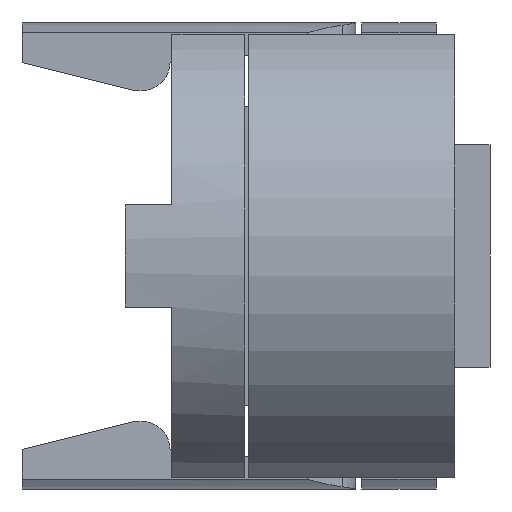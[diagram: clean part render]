
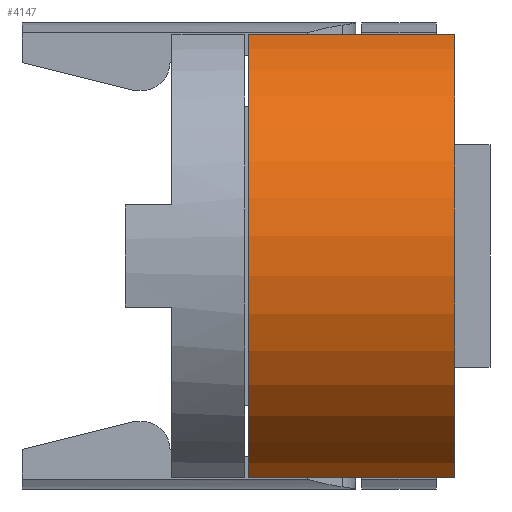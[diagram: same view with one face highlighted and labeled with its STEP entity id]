
A CAD part, front view. The second image highlights one B-rep face of the part: STEP entity #4147.
In plain terms, the highlighted cylindrical face has radius 12.55 mm (diameter 25.1 mm), a partial arc.
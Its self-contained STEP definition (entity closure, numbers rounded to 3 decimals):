
#332=FACE_OUTER_BOUND('',#548,.T.);
#548=EDGE_LOOP('',(#3281,#3282,#3283,#3284));
#817=LINE('',#5974,#1368);
#831=LINE('',#6002,#1382);
#1368=VECTOR('',#4821,10.);
#1382=VECTOR('',#4849,10.);
#1812=CIRCLE('',#4401,12.55);
#1818=CIRCLE('',#4445,12.55);
#1931=VERTEX_POINT('',#5971);
#1932=VERTEX_POINT('',#5973);
#1938=VERTEX_POINT('',#5999);
#1939=VERTEX_POINT('',#6001);
#2359=EDGE_CURVE('',#1932,#1931,#817,.T.);
#2373=EDGE_CURVE('',#1938,#1939,#831,.T.);
#2381=EDGE_CURVE('',#1939,#1931,#1812,.T.);
#2475=EDGE_CURVE('',#1932,#1938,#1818,.T.);
#3281=ORIENTED_EDGE('',*,*,#2373,.F.);
#3282=ORIENTED_EDGE('',*,*,#2475,.F.);
#3283=ORIENTED_EDGE('',*,*,#2359,.T.);
#3284=ORIENTED_EDGE('',*,*,#2381,.F.);
#4053=CYLINDRICAL_SURFACE('',#4444,12.55);
#4147=ADVANCED_FACE('',(#332),#4053,.T.);
#4401=AXIS2_PLACEMENT_3D('',#6017,#4867,#4868);
#4444=AXIS2_PLACEMENT_3D('',#6203,#5039,#5040);
#4445=AXIS2_PLACEMENT_3D('',#6204,#5041,#5042);
#4821=DIRECTION('',(1.,0.,0.));
#4849=DIRECTION('',(1.,0.,0.));
#4867=DIRECTION('center_axis',(1.,0.,0.));
#4868=DIRECTION('ref_axis',(0.,-0.305,0.952));
#5039=DIRECTION('center_axis',(-1.,0.,0.));
#5040=DIRECTION('ref_axis',(0.,0.,-1.));
#5041=DIRECTION('center_axis',(-1.,0.,0.));
#5042=DIRECTION('ref_axis',(0.,0.,-1.));
#5971=CARTESIAN_POINT('',(10.5,-3.825,-11.953));
#5973=CARTESIAN_POINT('',(-0.6,-3.825,-11.953));
#5974=CARTESIAN_POINT('',(0.,-3.825,-11.953));
#5999=CARTESIAN_POINT('',(-0.6,-3.825,11.953));
#6001=CARTESIAN_POINT('',(10.5,-3.825,11.953));
#6002=CARTESIAN_POINT('',(0.,-3.825,11.953));
#6017=CARTESIAN_POINT('Origin',(10.5,0.,0.));
#6203=CARTESIAN_POINT('Origin',(0.,0.,0.));
#6204=CARTESIAN_POINT('Origin',(-0.6,0.,0.));
